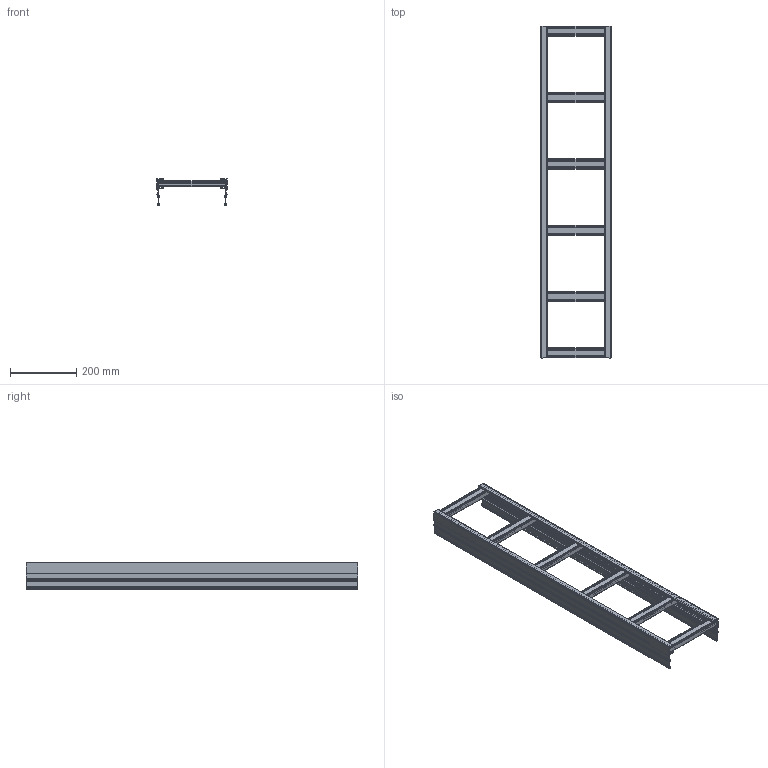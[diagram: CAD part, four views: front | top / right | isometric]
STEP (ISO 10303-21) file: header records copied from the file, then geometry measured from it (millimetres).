
FILE_DESCRIPTION (( 'STEP AP203' ), '1' );
FILE_NAME ('Ëîòîê 1000õ50õ200 Â ÑÁÎÐÅ.STEP', '2024-12-08T17:42:24', ( '' ), ( '' ), 'SwSTEP 2.0', 'SolidWorks 2022', '' );
FILE_SCHEMA (( 'CONFIG_CONTROL_DESIGN' ));
Length unit declared in the file: millimetre
Products named in the file (7): С-профиль 31х17х1000 d3,3 v24 17.11.2024; С-профиль 31х17х200 d3,3 v24 17.11.2024; Стенка H50х1000 V5 10.11.2024; Лоток 1000х50х200 В СБОРЕ; DIN 7991 - M4 x 10 --- 10S_DIN 7991 - M4 x 10 --- 10S; Стенка H50х1000 V7 с рисками 08.12.2024; Стенка 1000 с профилем
Assembly tree (12 placements, depth 3):
  Лоток 1000х50х200 В СБОРЕ
    Стенка H50х1000 V7 с рисками 08.12.2024
    С-профиль 31х17х1000 d3,3 v24 17.11.2024
    С-профиль 31х17х200 d3,3 v24 17.11.2024  x6
    Стенка 1000 с профилем
      Стенка H50х1000 V5 10.11.2024
      С-профиль 31х17х1000 d3,3 v24 17.11.2024
    DIN 7991 - M4 x 10 --- 10S_DIN 7991 - M4 x 10 --- 10S
Bounding box: 211 x 1000.17 x 81.05 mm (x, y, z)
Volume: 959032.3 mm3; surface area: 932180.2 mm2
Topology: 11 solids, 11 shells, 842 faces, 2424 edges, 1603 vertices
Faces by surface type: cylinder 466, plane 328, cone 46, torus 2
Entity records: 14007 total; most frequent: DIRECTION 2454, CARTESIAN_POINT 2279, ORIENTED_EDGE 2252, EDGE_CURVE 1126, AXIS2_PLACEMENT_3D 914, VERTEX_POINT 739, VECTOR 626, LINE 626
